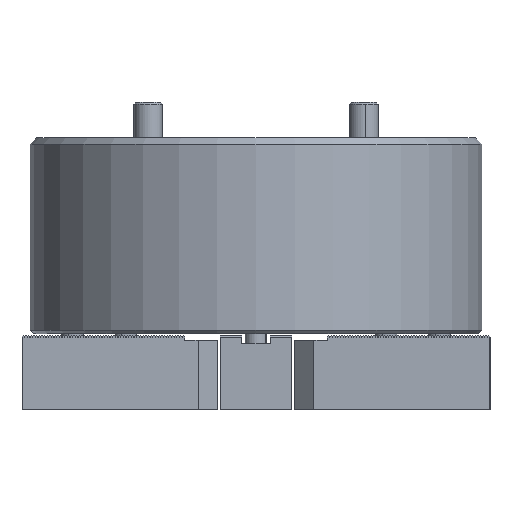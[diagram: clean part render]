
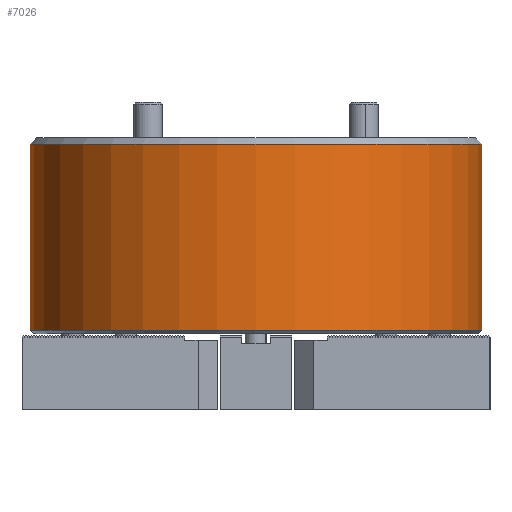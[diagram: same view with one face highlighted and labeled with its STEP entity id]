
A CAD part, front view. The second image highlights one B-rep face of the part: STEP entity #7026.
In plain terms, the highlighted cylindrical face has radius 127 mm (diameter 254 mm), a partial arc.
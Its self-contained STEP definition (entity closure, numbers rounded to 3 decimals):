
#427 = LINE ( 'NONE', #13480, #25334 ) ;
#1892 = DIRECTION ( 'NONE',  ( 1., 0., 0. ) ) ;
#2940 = CARTESIAN_POINT ( 'NONE',  ( -127., 0., -3.5 ) ) ;
#4436 = ORIENTED_EDGE ( 'NONE', *, *, #20647, .T. ) ;
#6432 = VERTEX_POINT ( 'NONE', #16962 ) ;
#6979 = CARTESIAN_POINT ( 'NONE',  ( -127., 0., 0. ) ) ;
#7026 = ADVANCED_FACE ( 'NONE', ( #18158 ), #23647, .T. ) ;
#7490 = DIRECTION ( 'NONE',  ( 1., 0., 0. ) ) ;
#8010 = EDGE_CURVE ( 'NONE', #6432, #16480, #29839, .T. ) ;
#9352 = EDGE_CURVE ( 'NONE', #13106, #16480, #18007, .T. ) ;
#9358 = DIRECTION ( 'NONE',  ( 0., 0., 1. ) ) ;
#9958 = AXIS2_PLACEMENT_3D ( 'NONE', #25939, #11932, #28288 ) ;
#11932 = DIRECTION ( 'NONE',  ( 0., 0., -1. ) ) ;
#13106 = VERTEX_POINT ( 'NONE', #28973 ) ;
#13480 = CARTESIAN_POINT ( 'NONE',  ( 127., 0., 0. ) ) ;
#14580 = CARTESIAN_POINT ( 'NONE',  ( 0., 0., 0. ) ) ;
#15915 = DIRECTION ( 'NONE',  ( 0., 0., 1. ) ) ;
#16459 = CARTESIAN_POINT ( 'NONE',  ( 127., 0., -108. ) ) ;
#16480 = VERTEX_POINT ( 'NONE', #2940 ) ;
#16940 = VERTEX_POINT ( 'NONE', #16459 ) ;
#16962 = CARTESIAN_POINT ( 'NONE',  ( -127., 0., -108. ) ) ;
#18007 = CIRCLE ( 'NONE', #9958, 127. ) ;
#18158 = FACE_OUTER_BOUND ( 'NONE', #26636, .T. ) ;
#20647 = EDGE_CURVE ( 'NONE', #16940, #13106, #427, .T. ) ;
#22694 = AXIS2_PLACEMENT_3D ( 'NONE', #14580, #23893, #7490 ) ;
#22859 = VECTOR ( 'NONE', #9358, 1000. ) ;
#22901 = ORIENTED_EDGE ( 'NONE', *, *, #24420, .T. ) ;
#23647 = CYLINDRICAL_SURFACE ( 'NONE', #22694, 127. ) ;
#23771 = ORIENTED_EDGE ( 'NONE', *, *, #8010, .F. ) ;
#23893 = DIRECTION ( 'NONE',  ( 0., 0., 1. ) ) ;
#24420 = EDGE_CURVE ( 'NONE', #6432, #16940, #24784, .T. ) ;
#24784 = CIRCLE ( 'NONE', #29441, 127. ) ;
#25334 = VECTOR ( 'NONE', #27513, 1000. ) ;
#25939 = CARTESIAN_POINT ( 'NONE',  ( 0., 0., -3.5 ) ) ;
#26636 = EDGE_LOOP ( 'NONE', ( #23771, #22901, #4436, #29312 ) ) ;
#27513 = DIRECTION ( 'NONE',  ( 0., 0., 1. ) ) ;
#28288 = DIRECTION ( 'NONE',  ( -1., 0., 0. ) ) ;
#28973 = CARTESIAN_POINT ( 'NONE',  ( 127., 0., -3.5 ) ) ;
#29312 = ORIENTED_EDGE ( 'NONE', *, *, #9352, .T. ) ;
#29441 = AXIS2_PLACEMENT_3D ( 'NONE', #29963, #15915, #1892 ) ;
#29839 = LINE ( 'NONE', #6979, #22859 ) ;
#29963 = CARTESIAN_POINT ( 'NONE',  ( 0., 0., -108. ) ) ;
